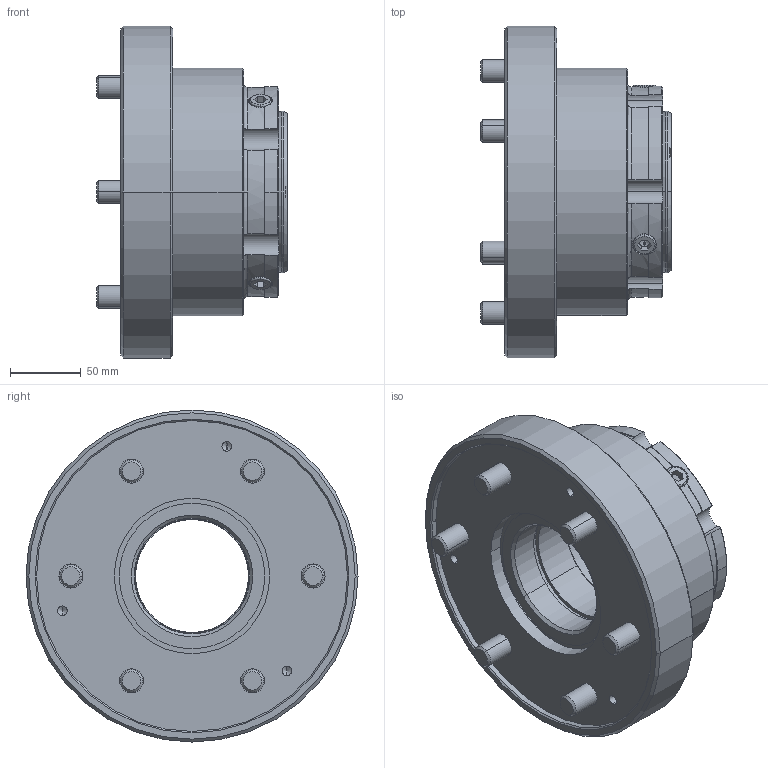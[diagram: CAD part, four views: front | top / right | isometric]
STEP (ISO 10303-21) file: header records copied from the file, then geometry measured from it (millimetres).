
FILE_DESCRIPTION (( 'STEP AP203' ), '1' );
FILE_NAME ('CF-CB-80.STEP', '2023-11-01T03:05:26', ( '' ), ( '' ), 'SwSTEP 2.0', 'SolidWorks 2020', '' );
FILE_SCHEMA (( 'CONFIG_CONTROL_DESIGN' ));
Length unit declared in the file: millimetre
Products named in the file (8): CF-CB-80-03010; CL-80-09000; 圓頭內六角螺栓_M10x60; 圓頭內六角螺栓_M16x30; CF-RG-80R; CF-CB-80-01010; CF-CB-80; CF-CB-80-02000
Assembly tree (19 placements, depth 2):
  CF-CB-80
    CF-CB-80-01010
    CF-CB-80-02000
    CF-CB-80-03010
    CL-80-09000  x3
    圓頭內六角螺栓_M10x60  x6
    圓頭內六角螺栓_M16x30  x6
    CF-RG-80R
Bounding box: 135 x 235 x 235 mm (x, y, z)
Volume: 2423980.9 mm3; surface area: 384768.1 mm2
Topology: 19 solids, 19 shells, 713 faces, 1675 edges, 1007 vertices
Faces by surface type: plane 301, cylinder 220, cone 175, torus 17
Entity records: 13420 total; most frequent: CARTESIAN_POINT 2818, DIRECTION 2149, ORIENTED_EDGE 1866, EDGE_CURVE 933, AXIS2_PLACEMENT_3D 880, VERTEX_POINT 590, CIRCLE 470, EDGE_LOOP 457
